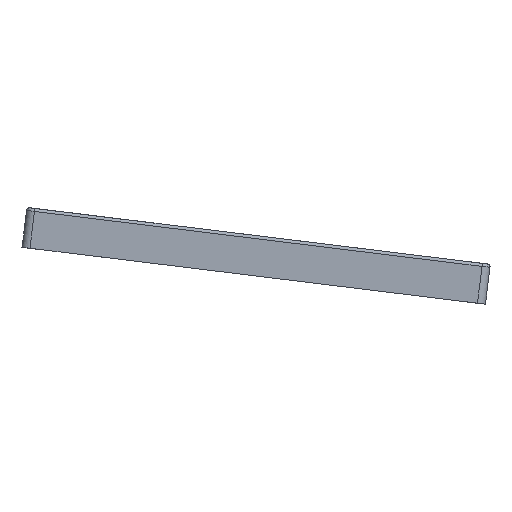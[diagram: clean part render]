
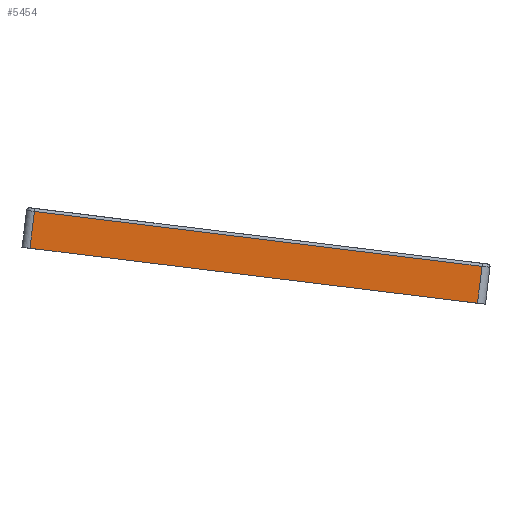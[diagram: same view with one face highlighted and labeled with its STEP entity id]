
A CAD part, left-side view. The second image highlights one B-rep face of the part: STEP entity #5454.
In plain terms, the highlighted planar face has unit normal (-1, 0, 0).
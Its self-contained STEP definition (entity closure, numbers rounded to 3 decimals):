
#162=PLANE('',#6074);
#409=FACE_OUTER_BOUND('',#746,.T.);
#746=EDGE_LOOP('',(#4495,#4496,#4497,#4498));
#1024=LINE('',#8551,#1479);
#1153=LINE('',#9183,#1608);
#1178=LINE('',#9294,#1633);
#1179=LINE('',#9296,#1634);
#1479=VECTOR('',#6716,10.);
#1608=VECTOR('',#7441,10.);
#1633=VECTOR('',#7530,10.);
#1634=VECTOR('',#7533,10.);
#2341=VERTEX_POINT('',#8545);
#2342=VERTEX_POINT('',#8549);
#2492=VERTEX_POINT('',#9180);
#2493=VERTEX_POINT('',#9182);
#2907=EDGE_CURVE('',#2342,#2341,#1024,.T.);
#3198=EDGE_CURVE('',#2492,#2493,#1153,.T.);
#3254=EDGE_CURVE('',#2493,#2342,#1178,.T.);
#3255=EDGE_CURVE('',#2341,#2492,#1179,.T.);
#4495=ORIENTED_EDGE('',*,*,#2907,.F.);
#4496=ORIENTED_EDGE('',*,*,#3254,.F.);
#4497=ORIENTED_EDGE('',*,*,#3198,.F.);
#4498=ORIENTED_EDGE('',*,*,#3255,.F.);
#5454=ADVANCED_FACE('',(#409),#162,.T.);
#6074=AXIS2_PLACEMENT_3D('',#9295,#7531,#7532);
#6716=DIRECTION('',(0.,-0.993,-0.122));
#7441=DIRECTION('',(0.,0.993,0.122));
#7530=DIRECTION('',(0.,-0.122,0.993));
#7531=DIRECTION('center_axis',(-1.,0.,0.));
#7532=DIRECTION('ref_axis',(0.,-0.993,-0.122));
#7533=DIRECTION('',(0.,0.122,-0.993));
#8545=CARTESIAN_POINT('',(-5.4,-109.724,16.423));
#8549=CARTESIAN_POINT('',(-5.4,1.775,30.114));
#8551=CARTESIAN_POINT('',(-5.4,-25.107,26.813));
#9180=CARTESIAN_POINT('',(-5.4,-108.596,7.242));
#9182=CARTESIAN_POINT('',(-5.4,2.903,20.933));
#9183=CARTESIAN_POINT('',(-5.4,-110.582,6.999));
#9294=CARTESIAN_POINT('',(-5.4,2.537,23.91));
#9295=CARTESIAN_POINT('Origin',(-5.4,4.522,24.154));
#9296=CARTESIAN_POINT('',(-5.4,-108.962,10.22));
